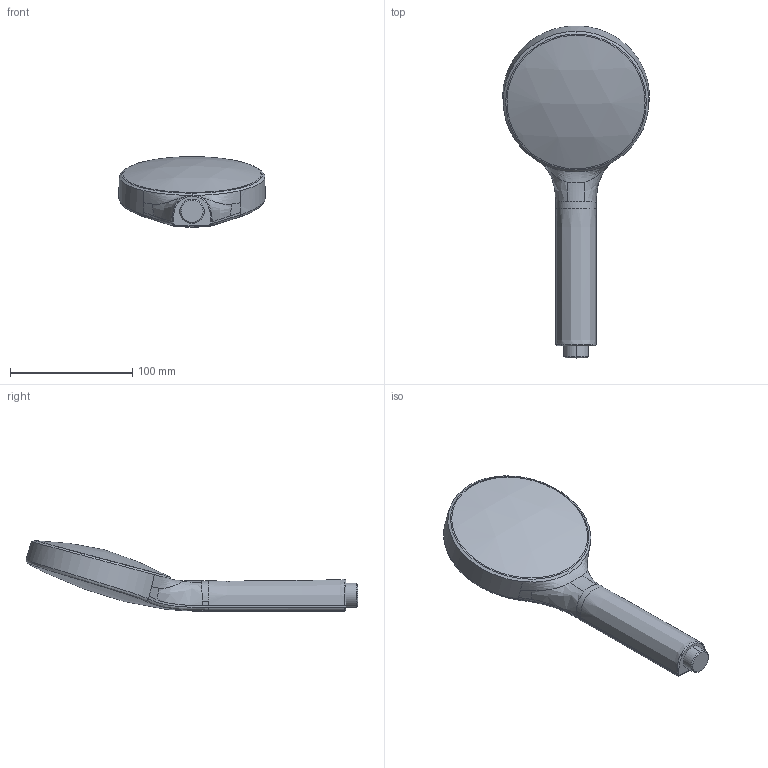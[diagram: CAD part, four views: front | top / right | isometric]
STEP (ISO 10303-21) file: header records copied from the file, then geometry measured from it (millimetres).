
FILE_DESCRIPTION (( 'STEP AP203' ), '1' );
FILE_NAME ('242401(2017)+84310100.STEP', '2017-11-10T13:58:33', ( '' ), ( '' ), 'SwSTEP 2.0', 'SolidWorks 2016', '' );
FILE_SCHEMA (( 'CONFIG_CONTROL_DESIGN' ));
Length unit declared in the file: millimetre
Products named in the file (1): 242401(2017)+84310100
Bounding box: 119.91 x 271.57 x 57.78 mm (x, y, z)
Volume: 433023 mm3; surface area: 45526.6 mm2
Topology: 1 solids, 1 shells, 42 faces, 103 edges, 65 vertices
Faces by surface type: bspline 27, cylinder 7, plane 4, cone 2, sphere 2
Entity records: 6654 total; most frequent: CARTESIAN_POINT 5793, ORIENTED_EDGE 206, EDGE_CURVE 103, DIRECTION 94, VERTEX_POINT 65, B_SPLINE_CURVE_WITH_KNOTS 58, EDGE_LOOP 44, FACE_OUTER_BOUND 42
